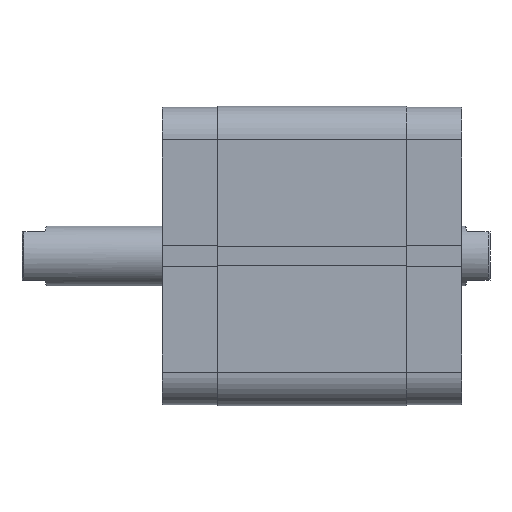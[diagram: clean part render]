
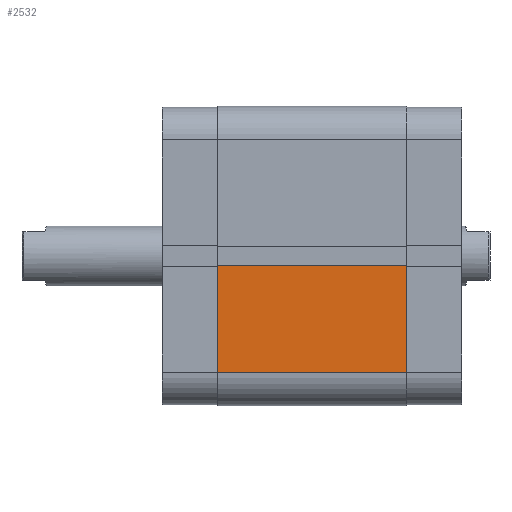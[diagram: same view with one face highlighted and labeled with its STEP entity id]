
A CAD part, front view. The second image highlights one B-rep face of the part: STEP entity #2532.
In plain terms, the highlighted planar face has unit normal (0, -1, 0).
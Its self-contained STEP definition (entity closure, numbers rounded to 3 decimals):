
#195 = ORIENTED_EDGE ( 'NONE', *, *, #3271, .T. ) ;
#196 = ORIENTED_EDGE ( 'NONE', *, *, #3270, .F. ) ;
#197 = ORIENTED_EDGE ( 'NONE', *, *, #3274, .F. ) ;
#198 = ORIENTED_EDGE ( 'NONE', *, *, #3275, .T. ) ;
#1410 = FACE_OUTER_BOUND ( 'NONE', #2373, .T. ) ;
#1867 = LINE ( 'NONE', #3956, #1868 ) ;
#1868 = VECTOR ( 'NONE', #3957, 1000. ) ;
#1869 = LINE ( 'NONE', #3959, #1870 ) ;
#1870 = VECTOR ( 'NONE', #3960, 1000. ) ;
#1873 = LINE ( 'NONE', #3958, #1877 ) ;
#1875 = LINE ( 'NONE', #3966, #1876 ) ;
#1876 = VECTOR ( 'NONE', #3967, 1000. ) ;
#1877 = VECTOR ( 'NONE', #3969, 1000. ) ;
#2373 = EDGE_LOOP ( 'NONE', ( #198, #197, #196, #195 ) ) ;
#2532 = ADVANCED_FACE ( 'NONE', ( #1410 ), #7068, .F. ) ;
#3270 = EDGE_CURVE ( 'NONE', #6043, #6045, #1867, .T. ) ;
#3271 = EDGE_CURVE ( 'NONE', #6043, #6042, #1869, .T. ) ;
#3274 = EDGE_CURVE ( 'NONE', #6045, #6044, #1875, .T. ) ;
#3275 = EDGE_CURVE ( 'NONE', #6042, #6044, #1873, .T. ) ;
#3956 = CARTESIAN_POINT ( 'NONE',  ( 0., -40., 50.5 ) ) ;
#3957 = DIRECTION ( 'NONE',  ( 1., 0., 0. ) ) ;
#3958 = CARTESIAN_POINT ( 'NONE',  ( 0., -40., 0. ) ) ;
#3959 = CARTESIAN_POINT ( 'NONE',  ( -31., -40., 50.5 ) ) ;
#3960 = DIRECTION ( 'NONE',  ( 0., 0., -1. ) ) ;
#3966 = CARTESIAN_POINT ( 'NONE',  ( -2.6, -40., 50.5 ) ) ;
#3967 = DIRECTION ( 'NONE',  ( 0., 0., -1. ) ) ;
#3969 = DIRECTION ( 'NONE',  ( 1., 0., 0. ) ) ;
#4789 = CARTESIAN_POINT ( 'NONE',  ( -31., -40., 0. ) ) ;
#4790 = CARTESIAN_POINT ( 'NONE',  ( -31., -40., 50.5 ) ) ;
#4791 = CARTESIAN_POINT ( 'NONE',  ( -2.6, -40., 0. ) ) ;
#4792 = CARTESIAN_POINT ( 'NONE',  ( -2.6, -40., 50.5 ) ) ;
#5588 = AXIS2_PLACEMENT_3D ( 'NONE', #7075, #7081, #7082 ) ;
#6042 = VERTEX_POINT ( 'NONE', #4789 ) ;
#6043 = VERTEX_POINT ( 'NONE', #4790 ) ;
#6044 = VERTEX_POINT ( 'NONE', #4791 ) ;
#6045 = VERTEX_POINT ( 'NONE', #4792 ) ;
#7068 = PLANE ( 'NONE',  #5588 ) ;
#7075 = CARTESIAN_POINT ( 'NONE',  ( 0., -40., 50.5 ) ) ;
#7081 = DIRECTION ( 'NONE',  ( 0., 1., 0. ) ) ;
#7082 = DIRECTION ( 'NONE',  ( 0., 0., 1. ) ) ;
